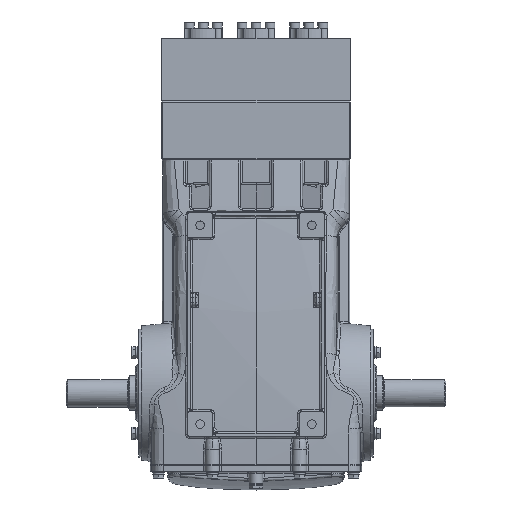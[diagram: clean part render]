
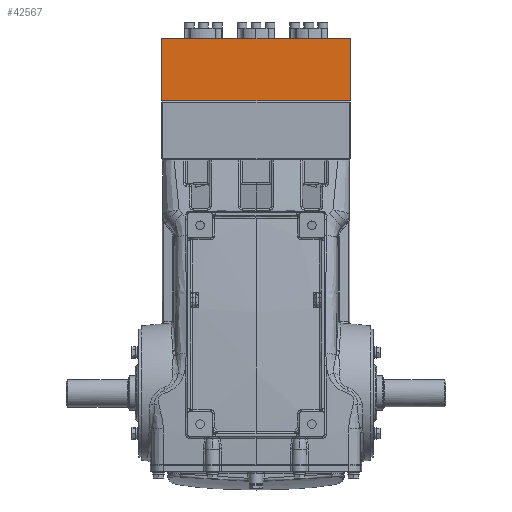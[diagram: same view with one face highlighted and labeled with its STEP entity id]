
A CAD part, front view. The second image highlights one B-rep face of the part: STEP entity #42567.
In plain terms, the highlighted planar face has unit normal (0, -1, 0).
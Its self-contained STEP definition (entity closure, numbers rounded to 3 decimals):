
#4567 = VERTEX_POINT ( 'NONE', #42904 ) ;
#5793 = EDGE_CURVE ( 'NONE', #11554, #4567, #35649, .T. ) ;
#9117 = CARTESIAN_POINT ( 'NONE',  ( 5.984, -3.78, 18.504 ) ) ;
#11554 = VERTEX_POINT ( 'NONE', #65804 ) ;
#20412 = DIRECTION ( 'NONE',  ( 0., 0., -1. ) ) ;
#22870 = EDGE_CURVE ( 'NONE', #59578, #34348, #39201, .T. ) ;
#23756 = PLANE ( 'NONE',  #71859 ) ;
#34348 = VERTEX_POINT ( 'NONE', #9117 ) ;
#35649 = LINE ( 'NONE', #72955, #57501 ) ;
#39201 = LINE ( 'NONE', #44533, #68966 ) ;
#39275 = ORIENTED_EDGE ( 'NONE', *, *, #22870, .T. ) ;
#42567 = ADVANCED_FACE ( 'NONE', ( #55740 ), #23756, .F. ) ;
#42904 = CARTESIAN_POINT ( 'NONE',  ( 5.984, -3.78, 22.441 ) ) ;
#44533 = CARTESIAN_POINT ( 'NONE',  ( -5.984, -3.78, 18.504 ) ) ;
#45765 = ORIENTED_EDGE ( 'NONE', *, *, #60833, .F. ) ;
#46246 = LINE ( 'NONE', #58563, #69144 ) ;
#47941 = DIRECTION ( 'NONE',  ( 1., 0., 0. ) ) ;
#48773 = CARTESIAN_POINT ( 'NONE',  ( -5.984, -3.78, 22.441 ) ) ;
#50263 = LINE ( 'NONE', #80591, #69548 ) ;
#53009 = ORIENTED_EDGE ( 'NONE', *, *, #64701, .T. ) ;
#54234 = ORIENTED_EDGE ( 'NONE', *, *, #5793, .F. ) ;
#55338 = DIRECTION ( 'NONE',  ( 0., 0., 1. ) ) ;
#55740 = FACE_OUTER_BOUND ( 'NONE', #59442, .T. ) ;
#57501 = VECTOR ( 'NONE', #47941, 39.37 ) ;
#58563 = CARTESIAN_POINT ( 'NONE',  ( 5.984, -3.78, 22.441 ) ) ;
#59442 = EDGE_LOOP ( 'NONE', ( #39275, #45765, #54234, #53009 ) ) ;
#59578 = VERTEX_POINT ( 'NONE', #62580 ) ;
#60833 = EDGE_CURVE ( 'NONE', #4567, #34348, #46246, .T. ) ;
#62580 = CARTESIAN_POINT ( 'NONE',  ( -5.984, -3.78, 18.504 ) ) ;
#64611 = DIRECTION ( 'NONE',  ( 1., 0., 0. ) ) ;
#64701 = EDGE_CURVE ( 'NONE', #11554, #59578, #50263, .T. ) ;
#65804 = CARTESIAN_POINT ( 'NONE',  ( -5.984, -3.78, 22.441 ) ) ;
#68966 = VECTOR ( 'NONE', #64611, 39.37 ) ;
#69144 = VECTOR ( 'NONE', #20412, 39.37 ) ;
#69548 = VECTOR ( 'NONE', #75254, 39.37 ) ;
#71859 = AXIS2_PLACEMENT_3D ( 'NONE', #48773, #74967, #55338 ) ;
#72955 = CARTESIAN_POINT ( 'NONE',  ( -5.984, -3.78, 22.441 ) ) ;
#74967 = DIRECTION ( 'NONE',  ( 0., 1., 0. ) ) ;
#75254 = DIRECTION ( 'NONE',  ( 0., 0., -1. ) ) ;
#80591 = CARTESIAN_POINT ( 'NONE',  ( -5.984, -3.78, 22.441 ) ) ;
